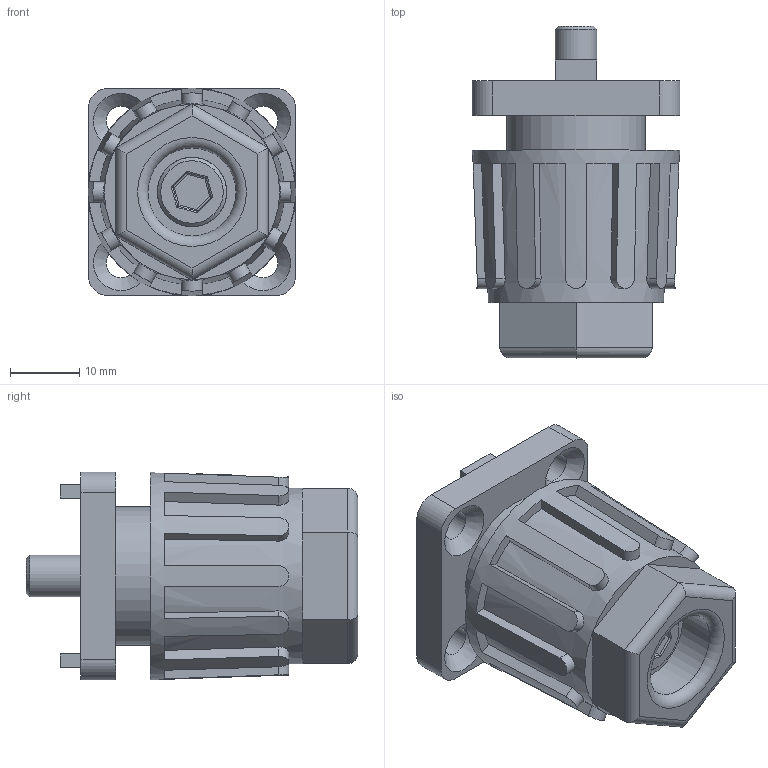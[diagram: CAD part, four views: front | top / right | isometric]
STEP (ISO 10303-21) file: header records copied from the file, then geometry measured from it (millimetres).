
FILE_DESCRIPTION(/* description */ ('KriTec Stellfuß 6 PA "Hubschrauber"'),/* implementation_level */ '2;1');
FILE_NAME(/* name */ '10295_KriTec_Stellfuss_6_PA_Hubschrauber.stp',/* time_stamp */ '2019-11-20T15:51:05+01:00',/* author */ ('Steiner'),/* organization */ (''),/* preprocessor_version */ 'ST-DEVELOPER v17',/* originating_system */ 'Autodesk Inventor 2018',/* authorisation */ ' ');
FILE_SCHEMA (('AUTOMOTIVE_DESIGN { 1 0 10303 214 3 1 1 }'));
Length unit declared in the file: millimetre
Products named in the file (4): 10295_KriTec_Stellfuss_6_PA_Hubschrauber; KriTec Stellfuß 6 PA Hubschrauber_1; KriTec Stellfuß 6 PA Hubschrauber_2; KriTec Stellfuß 6 PA Hubschrauber Schraube
Assembly tree (3 placements, depth 2):
  10295_KriTec_Stellfuss_6_PA_Hubschrauber
    KriTec Stellfuß 6 PA Hubschrauber_1
    KriTec Stellfuß 6 PA Hubschrauber_2
    KriTec Stellfuß 6 PA Hubschrauber Schraube
Bounding box: 30 x 47.93 x 30 mm (x, y, z)
Volume: 17489.1 mm3; surface area: 13470.8 mm2
Topology: 3 solids, 3 shells, 161 faces, 425 edges, 282 vertices
Faces by surface type: plane 98, cylinder 49, cone 12, torus 2
Full cylindrical faces by diameter (mm): 4.3 x4, 6 x1, 6.4 x1, 8.4 x1, 10 x1, 12.71 x1, 13 x1, 15 x1, 16.5 x1, 18 x1, 20 x1, 21.5 x1
Entity records: 5765 total; most frequent: CARTESIAN_POINT 1589, ORIENTED_EDGE 850, DIRECTION 833, EDGE_CURVE 425, AXIS2_PLACEMENT_3D 314, VERTEX_POINT 282, LINE 205, VECTOR 205
